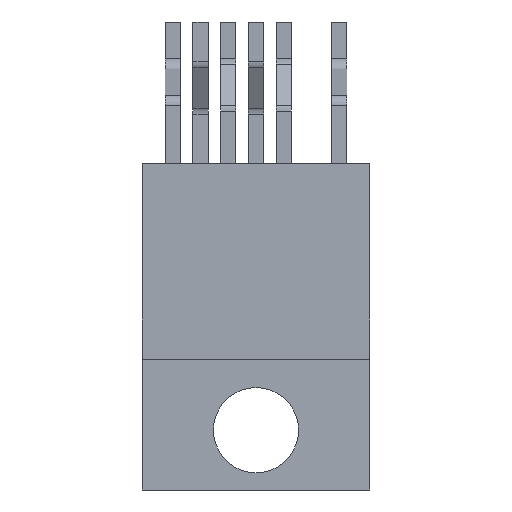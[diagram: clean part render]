
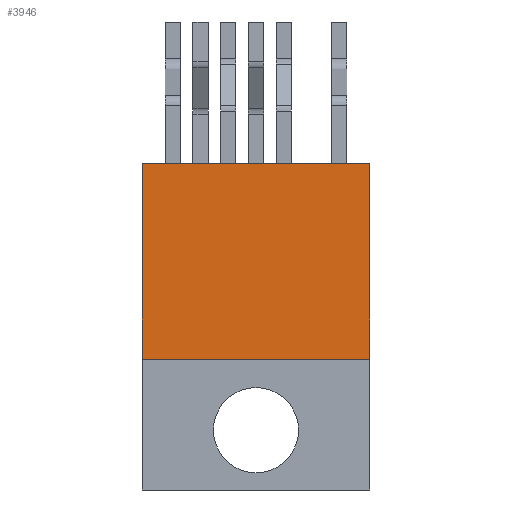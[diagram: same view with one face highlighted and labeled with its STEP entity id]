
A CAD part, front view. The second image highlights one B-rep face of the part: STEP entity #3946.
In plain terms, the highlighted planar face has unit normal (0, -1, 0).
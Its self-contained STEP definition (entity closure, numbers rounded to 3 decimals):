
#96 = DIRECTION ( 'NONE',  ( 1., 0., 0. ) ) ;
#252 = VERTEX_POINT ( 'NONE', #3114 ) ;
#514 = ORIENTED_EDGE ( 'NONE', *, *, #4110, .T. ) ;
#551 = CARTESIAN_POINT ( 'NONE',  ( -5.2, 0., -8.94 ) ) ;
#744 = CARTESIAN_POINT ( 'NONE',  ( -5.2, 0., 0. ) ) ;
#882 = LINE ( 'NONE', #744, #2638 ) ;
#903 = CARTESIAN_POINT ( 'NONE',  ( 5.2, 0., 0. ) ) ;
#978 = EDGE_CURVE ( 'NONE', #3504, #2766, #2540, .T. ) ;
#1029 = LINE ( 'NONE', #4065, #3567 ) ;
#1055 = DIRECTION ( 'NONE',  ( -1., 0., 0. ) ) ;
#1229 = DIRECTION ( 'NONE',  ( 0., 0., 1. ) ) ;
#1319 = PLANE ( 'NONE',  #1479 ) ;
#1479 = AXIS2_PLACEMENT_3D ( 'NONE', #1682, #4012, #2013 ) ;
#1583 = ORIENTED_EDGE ( 'NONE', *, *, #978, .T. ) ;
#1682 = CARTESIAN_POINT ( 'NONE',  ( -5.2, 0., -8.94 ) ) ;
#1715 = EDGE_LOOP ( 'NONE', ( #3231, #3535, #1583, #514 ) ) ;
#1761 = LINE ( 'NONE', #903, #3431 ) ;
#2004 = DIRECTION ( 'NONE',  ( 0., 0., -1. ) ) ;
#2013 = DIRECTION ( 'NONE',  ( 0., 0., -1. ) ) ;
#2020 = CARTESIAN_POINT ( 'NONE',  ( -5.2, 0., 0. ) ) ;
#2079 = CARTESIAN_POINT ( 'NONE',  ( 5.2, 0., -8.94 ) ) ;
#2159 = EDGE_CURVE ( 'NONE', #252, #3504, #882, .T. ) ;
#2431 = FACE_OUTER_BOUND ( 'NONE', #1715, .T. ) ;
#2540 = LINE ( 'NONE', #2020, #4222 ) ;
#2638 = VECTOR ( 'NONE', #1055, 1000. ) ;
#2766 = VERTEX_POINT ( 'NONE', #551 ) ;
#3074 = CARTESIAN_POINT ( 'NONE',  ( -5.2, 0., 0. ) ) ;
#3093 = VERTEX_POINT ( 'NONE', #2079 ) ;
#3114 = CARTESIAN_POINT ( 'NONE',  ( 5.2, 0., 0. ) ) ;
#3231 = ORIENTED_EDGE ( 'NONE', *, *, #3828, .T. ) ;
#3431 = VECTOR ( 'NONE', #1229, 1000. ) ;
#3504 = VERTEX_POINT ( 'NONE', #3074 ) ;
#3535 = ORIENTED_EDGE ( 'NONE', *, *, #2159, .T. ) ;
#3567 = VECTOR ( 'NONE', #96, 1000. ) ;
#3828 = EDGE_CURVE ( 'NONE', #3093, #252, #1761, .T. ) ;
#3946 = ADVANCED_FACE ( 'NONE', ( #2431 ), #1319, .T. ) ;
#4012 = DIRECTION ( 'NONE',  ( 0., -1., 0. ) ) ;
#4065 = CARTESIAN_POINT ( 'NONE',  ( -5.2, 0., -8.94 ) ) ;
#4110 = EDGE_CURVE ( 'NONE', #2766, #3093, #1029, .T. ) ;
#4222 = VECTOR ( 'NONE', #2004, 1000. ) ;
